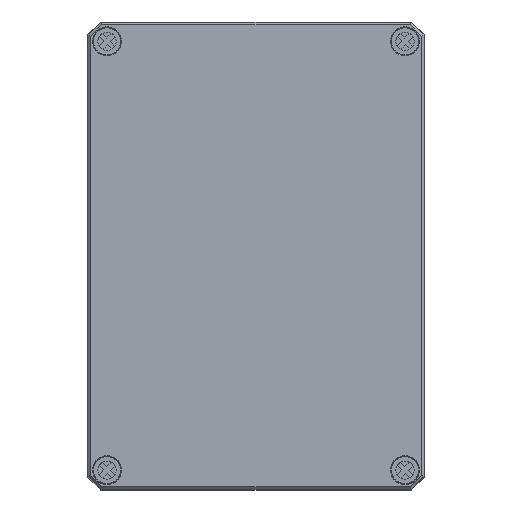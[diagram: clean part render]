
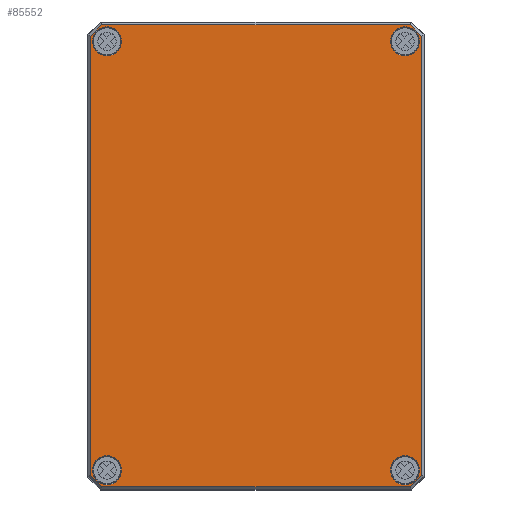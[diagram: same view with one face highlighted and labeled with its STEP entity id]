
A CAD part, top view. The second image highlights one B-rep face of the part: STEP entity #85552.
In plain terms, the highlighted planar face has unit normal (0, 0, 1).
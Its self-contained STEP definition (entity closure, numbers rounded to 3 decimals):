
#2392=CIRCLE('',#89813,5.599);
#2394=CIRCLE('',#89816,5.599);
#2395=CIRCLE('',#89817,5.599);
#2396=CIRCLE('',#89818,5.599);
#3284=FACE_BOUND('',#14915,.T.);
#3285=FACE_BOUND('',#14916,.T.);
#3286=FACE_BOUND('',#14917,.T.);
#3287=FACE_BOUND('',#14918,.T.);
#5016=PLANE('',#89815);
#9602=FACE_OUTER_BOUND('',#14914,.T.);
#14914=EDGE_LOOP('',(#76954,#76955,#76956,#76957,#76958,#76959,#76960,#76961));
#14915=EDGE_LOOP('',(#76962));
#14916=EDGE_LOOP('',(#76963));
#14917=EDGE_LOOP('',(#76964));
#14918=EDGE_LOOP('',(#76965));
#21649=LINE('',#155356,#28399);
#21650=LINE('',#155358,#28400);
#21651=LINE('',#155360,#28401);
#21652=LINE('',#155362,#28402);
#21653=LINE('',#155364,#28403);
#21654=LINE('',#155366,#28404);
#21655=LINE('',#155368,#28405);
#21656=LINE('',#155369,#28406);
#28399=VECTOR('',#104439,10.);
#28400=VECTOR('',#104440,10.);
#28401=VECTOR('',#104441,10.);
#28402=VECTOR('',#104442,10.);
#28403=VECTOR('',#104443,10.);
#28404=VECTOR('',#104444,10.);
#28405=VECTOR('',#104445,10.);
#28406=VECTOR('',#104446,10.);
#40542=VERTEX_POINT('',#155350);
#40543=VERTEX_POINT('',#155354);
#40544=VERTEX_POINT('',#155355);
#40545=VERTEX_POINT('',#155357);
#40546=VERTEX_POINT('',#155359);
#40547=VERTEX_POINT('',#155361);
#40548=VERTEX_POINT('',#155363);
#40549=VERTEX_POINT('',#155365);
#40550=VERTEX_POINT('',#155367);
#40551=VERTEX_POINT('',#155370);
#40552=VERTEX_POINT('',#155372);
#40553=VERTEX_POINT('',#155374);
#52749=EDGE_CURVE('',#40542,#40542,#2392,.T.);
#52751=EDGE_CURVE('',#40543,#40544,#21649,.T.);
#52752=EDGE_CURVE('',#40545,#40543,#21650,.T.);
#52753=EDGE_CURVE('',#40546,#40545,#21651,.T.);
#52754=EDGE_CURVE('',#40547,#40546,#21652,.T.);
#52755=EDGE_CURVE('',#40548,#40547,#21653,.T.);
#52756=EDGE_CURVE('',#40549,#40548,#21654,.T.);
#52757=EDGE_CURVE('',#40550,#40549,#21655,.T.);
#52758=EDGE_CURVE('',#40544,#40550,#21656,.T.);
#52759=EDGE_CURVE('',#40551,#40551,#2394,.T.);
#52760=EDGE_CURVE('',#40552,#40552,#2395,.T.);
#52761=EDGE_CURVE('',#40553,#40553,#2396,.T.);
#76954=ORIENTED_EDGE('',*,*,#52751,.F.);
#76955=ORIENTED_EDGE('',*,*,#52752,.F.);
#76956=ORIENTED_EDGE('',*,*,#52753,.F.);
#76957=ORIENTED_EDGE('',*,*,#52754,.F.);
#76958=ORIENTED_EDGE('',*,*,#52755,.F.);
#76959=ORIENTED_EDGE('',*,*,#52756,.F.);
#76960=ORIENTED_EDGE('',*,*,#52757,.F.);
#76961=ORIENTED_EDGE('',*,*,#52758,.F.);
#76962=ORIENTED_EDGE('',*,*,#52759,.F.);
#76963=ORIENTED_EDGE('',*,*,#52760,.F.);
#76964=ORIENTED_EDGE('',*,*,#52761,.F.);
#76965=ORIENTED_EDGE('',*,*,#52749,.F.);
#85552=ADVANCED_FACE('',(#9602,#3284,#3285,#3286,#3287),#5016,.T.);
#89813=AXIS2_PLACEMENT_3D('',#155351,#104433,#104434);
#89815=AXIS2_PLACEMENT_3D('',#155353,#104437,#104438);
#89816=AXIS2_PLACEMENT_3D('',#155371,#104447,#104448);
#89817=AXIS2_PLACEMENT_3D('',#155373,#104449,#104450);
#89818=AXIS2_PLACEMENT_3D('',#155375,#104451,#104452);
#104433=DIRECTION('center_axis',(0.,0.,1.));
#104434=DIRECTION('ref_axis',(-1.,0.,0.));
#104437=DIRECTION('center_axis',(0.,0.,1.));
#104438=DIRECTION('ref_axis',(1.,0.,0.));
#104439=DIRECTION('',(0.707,-0.707,0.));
#104440=DIRECTION('',(1.,0.,0.));
#104441=DIRECTION('',(0.707,0.707,0.));
#104442=DIRECTION('',(0.,1.,0.));
#104443=DIRECTION('',(-0.707,0.707,0.));
#104444=DIRECTION('',(-1.,0.,0.));
#104445=DIRECTION('',(-0.707,-0.707,0.));
#104446=DIRECTION('',(0.,-1.,0.));
#104447=DIRECTION('center_axis',(0.,0.,1.));
#104448=DIRECTION('ref_axis',(-1.,0.,0.));
#104449=DIRECTION('center_axis',(0.,0.,1.));
#104450=DIRECTION('ref_axis',(-1.,0.,0.));
#104451=DIRECTION('center_axis',(0.,0.,1.));
#104452=DIRECTION('ref_axis',(-1.,0.,0.));
#155350=CARTESIAN_POINT('',(63.099,-82.75,18.));
#155351=CARTESIAN_POINT('Origin',(57.5,-82.75,18.));
#155353=CARTESIAN_POINT('Origin',(0.,0.,
18.));
#155354=CARTESIAN_POINT('',(59.521,89.093,18.));
#155355=CARTESIAN_POINT('',(63.843,84.771,18.));
#155356=CARTESIAN_POINT('',(66.744,81.869,18.));
#155357=CARTESIAN_POINT('',(-59.521,89.093,18.));
#155358=CARTESIAN_POINT('',(-30.,89.093,18.));
#155359=CARTESIAN_POINT('',(-63.843,84.771,18.));
#155360=CARTESIAN_POINT('',(-69.244,79.369,18.));
#155361=CARTESIAN_POINT('',(-63.843,-84.771,18.));
#155362=CARTESIAN_POINT('',(-63.843,-42.625,18.));
#155363=CARTESIAN_POINT('',(-59.521,-89.093,18.));
#155364=CARTESIAN_POINT('',(-66.744,-81.869,18.));
#155365=CARTESIAN_POINT('',(59.521,-89.093,18.));
#155366=CARTESIAN_POINT('',(30.,-89.093,18.));
#155367=CARTESIAN_POINT('',(63.843,-84.771,18.));
#155368=CARTESIAN_POINT('',(69.244,-79.369,18.));
#155369=CARTESIAN_POINT('',(63.843,42.625,18.));
#155370=CARTESIAN_POINT('',(63.099,82.75,18.));
#155371=CARTESIAN_POINT('Origin',(57.5,82.75,18.));
#155372=CARTESIAN_POINT('',(-51.901,-82.75,18.));
#155373=CARTESIAN_POINT('Origin',(-57.5,-82.75,18.));
#155374=CARTESIAN_POINT('',(-51.901,82.75,18.));
#155375=CARTESIAN_POINT('Origin',(-57.5,82.75,18.));
